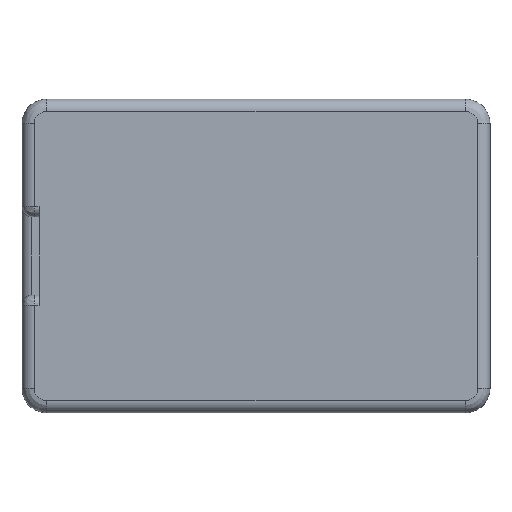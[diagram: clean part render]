
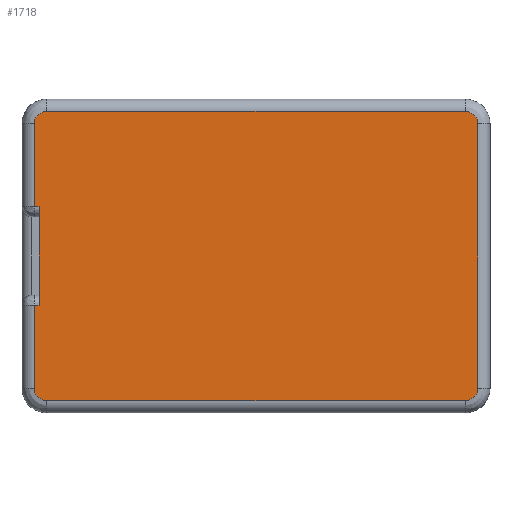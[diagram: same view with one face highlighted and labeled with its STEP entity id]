
A CAD part, front view. The second image highlights one B-rep face of the part: STEP entity #1718.
In plain terms, the highlighted planar face has unit normal (0, -1, 0).
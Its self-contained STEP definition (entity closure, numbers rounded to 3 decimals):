
#149=CIRCLE('',#1893,2.65);
#150=CIRCLE('',#1894,2.65);
#151=CIRCLE('',#1895,2.65);
#152=CIRCLE('',#1896,2.65);
#243=FACE_OUTER_BOUND('',#349,.T.);
#349=EDGE_LOOP('',(#1526,#1527,#1528,#1529,#1530,#1531,#1532,#1533,#1534,
#1535,#1536,#1537));
#497=LINE('',#2931,#659);
#501=LINE('',#2970,#663);
#510=LINE('',#2987,#672);
#516=LINE('',#3003,#678);
#517=LINE('',#3007,#679);
#518=LINE('',#3011,#680);
#519=LINE('',#3015,#681);
#520=LINE('',#3018,#682);
#659=VECTOR('',#2307,10.6);
#663=VECTOR('',#2331,10.6);
#672=VECTOR('',#2348,10.6);
#678=VECTOR('',#2368,10.6);
#679=VECTOR('',#2371,10.6);
#680=VECTOR('',#2374,10.6);
#681=VECTOR('',#2377,10.6);
#682=VECTOR('',#2380,10.6);
#822=VERTEX_POINT('',#2928);
#823=VERTEX_POINT('',#2930);
#828=VERTEX_POINT('',#2962);
#830=VERTEX_POINT('',#2968);
#837=VERTEX_POINT('',#3002);
#838=VERTEX_POINT('',#3004);
#839=VERTEX_POINT('',#3006);
#840=VERTEX_POINT('',#3008);
#841=VERTEX_POINT('',#3010);
#842=VERTEX_POINT('',#3012);
#843=VERTEX_POINT('',#3014);
#844=VERTEX_POINT('',#3016);
#1043=EDGE_CURVE('',#822,#823,#497,.T.);
#1055=EDGE_CURVE('',#830,#828,#501,.T.);
#1064=EDGE_CURVE('',#830,#823,#510,.T.);
#1072=EDGE_CURVE('',#837,#822,#516,.T.);
#1073=EDGE_CURVE('',#838,#837,#149,.T.);
#1074=EDGE_CURVE('',#839,#838,#517,.T.);
#1075=EDGE_CURVE('',#840,#839,#150,.T.);
#1076=EDGE_CURVE('',#841,#840,#518,.T.);
#1077=EDGE_CURVE('',#842,#841,#151,.T.);
#1078=EDGE_CURVE('',#843,#842,#519,.T.);
#1079=EDGE_CURVE('',#844,#843,#152,.T.);
#1080=EDGE_CURVE('',#828,#844,#520,.T.);
#1526=ORIENTED_EDGE('',*,*,#1064,.T.);
#1527=ORIENTED_EDGE('',*,*,#1043,.F.);
#1528=ORIENTED_EDGE('',*,*,#1072,.F.);
#1529=ORIENTED_EDGE('',*,*,#1073,.F.);
#1530=ORIENTED_EDGE('',*,*,#1074,.F.);
#1531=ORIENTED_EDGE('',*,*,#1075,.F.);
#1532=ORIENTED_EDGE('',*,*,#1076,.F.);
#1533=ORIENTED_EDGE('',*,*,#1077,.F.);
#1534=ORIENTED_EDGE('',*,*,#1078,.F.);
#1535=ORIENTED_EDGE('',*,*,#1079,.F.);
#1536=ORIENTED_EDGE('',*,*,#1080,.F.);
#1537=ORIENTED_EDGE('',*,*,#1055,.F.);
#1636=PLANE('',#1892);
#1718=ADVANCED_FACE('',(#243),#1636,.F.);
#1892=AXIS2_PLACEMENT_3D('',#3001,#2366,#2367);
#1893=AXIS2_PLACEMENT_3D('',#3005,#2369,#2370);
#1894=AXIS2_PLACEMENT_3D('',#3009,#2372,#2373);
#1895=AXIS2_PLACEMENT_3D('',#3013,#2375,#2376);
#1896=AXIS2_PLACEMENT_3D('',#3017,#2378,#2379);
#2307=DIRECTION('',(1.,0.,0.));
#2331=DIRECTION('',(-1.,0.,0.));
#2348=DIRECTION('',(0.,0.,-1.));
#2366=DIRECTION('center_axis',(0.,1.,0.));
#2367=DIRECTION('ref_axis',(1.,0.,0.));
#2368=DIRECTION('',(0.,0.,1.));
#2369=DIRECTION('center_axis',(0.,1.,0.));
#2370=DIRECTION('ref_axis',(-0.707,0.,-0.707));
#2371=DIRECTION('',(-1.,0.,0.));
#2372=DIRECTION('center_axis',(0.,1.,0.));
#2373=DIRECTION('ref_axis',(0.707,0.,-0.707));
#2374=DIRECTION('',(0.,0.,-1.));
#2375=DIRECTION('center_axis',(0.,1.,0.));
#2376=DIRECTION('ref_axis',(0.707,0.,0.707));
#2377=DIRECTION('',(1.,0.,0.));
#2378=DIRECTION('center_axis',(0.,1.,0.));
#2379=DIRECTION('ref_axis',(-0.707,0.,0.707));
#2380=DIRECTION('',(0.,0.,1.));
#2928=CARTESIAN_POINT('',(-48.82,-0.738,-12.31));
#2930=CARTESIAN_POINT('',(-47.76,-0.738,-12.31));
#2931=CARTESIAN_POINT('',(-26.163,-0.738,-12.31));
#2962=CARTESIAN_POINT('',(-48.82,-0.738,8.89));
#2968=CARTESIAN_POINT('',(-47.76,-0.738,8.89));
#2970=CARTESIAN_POINT('',(-26.163,-0.738,8.89));
#2987=CARTESIAN_POINT('',(-47.76,-0.738,-1.71));
#3001=CARTESIAN_POINT('Origin',(-0.855,-0.738,-1.71));
#3002=CARTESIAN_POINT('',(-48.82,-0.738,-30.33));
#3003=CARTESIAN_POINT('',(-48.82,-0.738,-18.67));
#3004=CARTESIAN_POINT('',(-46.17,-0.738,-32.98));
#3005=CARTESIAN_POINT('Origin',(-46.17,-0.738,-30.33));
#3006=CARTESIAN_POINT('',(44.46,-0.738,-32.98));
#3007=CARTESIAN_POINT('',(24.452,-0.738,-32.98));
#3008=CARTESIAN_POINT('',(47.11,-0.738,-30.33));
#3009=CARTESIAN_POINT('Origin',(44.46,-0.738,-30.33));
#3010=CARTESIAN_POINT('',(47.11,-0.738,26.91));
#3011=CARTESIAN_POINT('',(47.11,-0.738,15.25));
#3012=CARTESIAN_POINT('',(44.46,-0.738,29.56));
#3013=CARTESIAN_POINT('Origin',(44.46,-0.738,26.91));
#3014=CARTESIAN_POINT('',(-46.17,-0.738,29.56));
#3015=CARTESIAN_POINT('',(-26.163,-0.738,29.56));
#3016=CARTESIAN_POINT('',(-48.82,-0.738,26.91));
#3017=CARTESIAN_POINT('Origin',(-46.17,-0.738,26.91));
#3018=CARTESIAN_POINT('',(-48.82,-0.738,-18.67));
